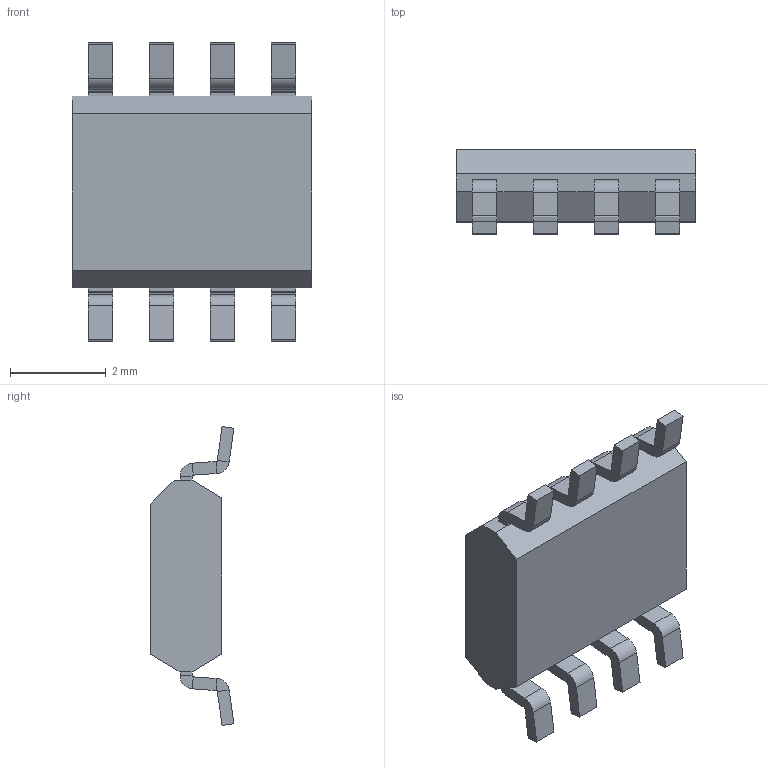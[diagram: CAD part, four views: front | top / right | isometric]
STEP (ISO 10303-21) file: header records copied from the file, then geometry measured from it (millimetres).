
FILE_DESCRIPTION (( 'STEP AP214' ), '1' );
FILE_NAME ('IRF7101Pbf.STEP', '2024-11-20T03:22:44', ( '' ), ( '' ), 'SwSTEP 2.0', 'SolidWorks 2022', '' );
FILE_SCHEMA (( 'AUTOMOTIVE_DESIGN' ));
Length unit declared in the file: millimetre
Products named in the file (1): IRF7101Pbf
Bounding box: 5 x 1.75 x 6.23 mm (x, y, z)
Volume: 29.3 mm3; surface area: 84.2 mm2
Topology: 5 solids, 5 shells, 260 faces, 583 edges, 343 vertices
Faces by surface type: plane 204, cylinder 32, bspline 22, sphere 2
Entity records: 11130 total; most frequent: CARTESIAN_POINT 3011, ORIENTED_EDGE 1158, DIRECTION 1081, EDGE_CURVE 579, VECTOR 467, LINE 467, VERTEX_POINT 341, AXIS2_PLACEMENT_3D 307
